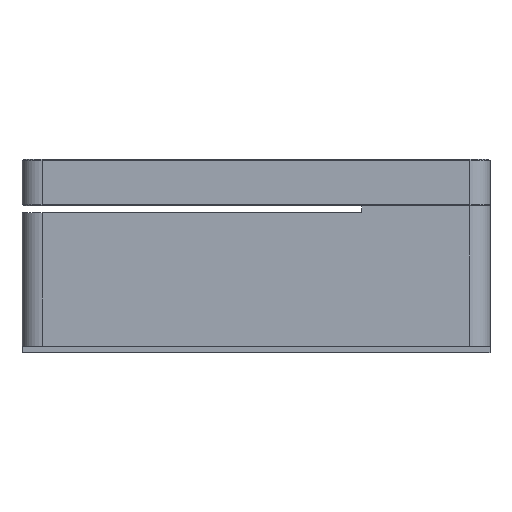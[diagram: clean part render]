
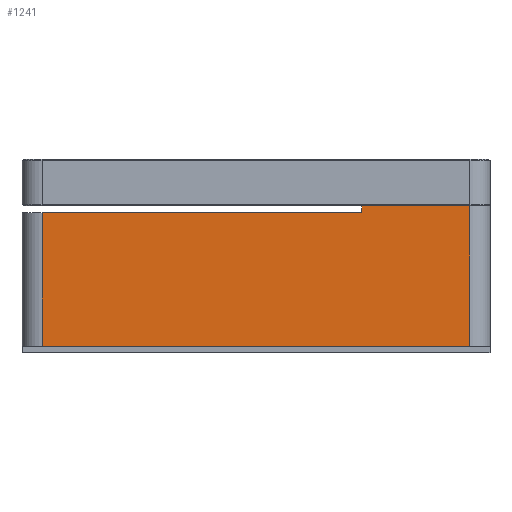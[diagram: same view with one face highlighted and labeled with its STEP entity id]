
A CAD part, front view. The second image highlights one B-rep face of the part: STEP entity #1241.
In plain terms, the highlighted planar face has unit normal (0, -1, 0).
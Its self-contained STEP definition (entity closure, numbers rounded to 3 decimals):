
#443 = EDGE_CURVE ( 'NONE', #3010, #3068, #3247, .T. ) ;
#462 = AXIS2_PLACEMENT_3D ( 'NONE', #1199, #3748, #4157 ) ;
#482 = CARTESIAN_POINT ( 'NONE',  ( 16., -17.5, 11. ) ) ;
#511 = EDGE_CURVE ( 'NONE', #988, #618, #569, .T. ) ;
#515 = CARTESIAN_POINT ( 'NONE',  ( -16., -17.5, 11. ) ) ;
#559 = VECTOR ( 'NONE', #717, 1000. ) ;
#569 = LINE ( 'NONE', #613, #2976 ) ;
#613 = CARTESIAN_POINT ( 'NONE',  ( -17.5, -17.5, 0.5 ) ) ;
#618 = VERTEX_POINT ( 'NONE', #4760 ) ;
#717 = DIRECTION ( 'NONE',  ( 0., 0., 1. ) ) ;
#822 = LINE ( 'NONE', #3066, #1809 ) ;
#888 = ORIENTED_EDGE ( 'NONE', *, *, #1145, .F. ) ;
#927 = CARTESIAN_POINT ( 'NONE',  ( 16., -17.5, 0.5 ) ) ;
#988 = VERTEX_POINT ( 'NONE', #927 ) ;
#1145 = EDGE_CURVE ( 'NONE', #4408, #4613, #822, .T. ) ;
#1173 = LINE ( 'NONE', #482, #2517 ) ;
#1178 = EDGE_CURVE ( 'NONE', #988, #3068, #1173, .T. ) ;
#1199 = CARTESIAN_POINT ( 'NONE',  ( -17.5, -17.5, 11. ) ) ;
#1241 = ADVANCED_FACE ( 'NONE', ( #1967 ), #1523, .F. ) ;
#1309 = CARTESIAN_POINT ( 'NONE',  ( 7.9, -17.5, 11. ) ) ;
#1523 = PLANE ( 'NONE',  #462 ) ;
#1531 = CARTESIAN_POINT ( 'NONE',  ( 7.9, -17.5, 10.5 ) ) ;
#1569 = DIRECTION ( 'NONE',  ( 0., 0., 1. ) ) ;
#1756 = CARTESIAN_POINT ( 'NONE',  ( -17.5, -17.5, 11. ) ) ;
#1809 = VECTOR ( 'NONE', #2652, 1000. ) ;
#1967 = FACE_OUTER_BOUND ( 'NONE', #4438, .T. ) ;
#2030 = DIRECTION ( 'NONE',  ( 0., 0., -1. ) ) ;
#2238 = ORIENTED_EDGE ( 'NONE', *, *, #443, .F. ) ;
#2517 = VECTOR ( 'NONE', #1569, 1000. ) ;
#2640 = CARTESIAN_POINT ( 'NONE',  ( -16., -17.5, 10.5 ) ) ;
#2652 = DIRECTION ( 'NONE',  ( 1., 0., 0. ) ) ;
#2663 = VECTOR ( 'NONE', #4714, 1000. ) ;
#2727 = ORIENTED_EDGE ( 'NONE', *, *, #1178, .T. ) ;
#2791 = ORIENTED_EDGE ( 'NONE', *, *, #3125, .T. ) ;
#2976 = VECTOR ( 'NONE', #4261, 1000. ) ;
#2980 = LINE ( 'NONE', #1531, #559 ) ;
#3010 = VERTEX_POINT ( 'NONE', #1309 ) ;
#3066 = CARTESIAN_POINT ( 'NONE',  ( -17.5, -17.5, 10.5 ) ) ;
#3068 = VERTEX_POINT ( 'NONE', #3471 ) ;
#3125 = EDGE_CURVE ( 'NONE', #4408, #618, #3875, .T. ) ;
#3161 = CARTESIAN_POINT ( 'NONE',  ( 7.9, -17.5, 10.5 ) ) ;
#3247 = LINE ( 'NONE', #1756, #2663 ) ;
#3270 = VECTOR ( 'NONE', #2030, 1000. ) ;
#3471 = CARTESIAN_POINT ( 'NONE',  ( 16., -17.5, 11. ) ) ;
#3505 = ORIENTED_EDGE ( 'NONE', *, *, #511, .F. ) ;
#3748 = DIRECTION ( 'NONE',  ( 0., 1., 0. ) ) ;
#3875 = LINE ( 'NONE', #515, #3270 ) ;
#4113 = ORIENTED_EDGE ( 'NONE', *, *, #4257, .F. ) ;
#4157 = DIRECTION ( 'NONE',  ( 0., 0., 1. ) ) ;
#4257 = EDGE_CURVE ( 'NONE', #4613, #3010, #2980, .T. ) ;
#4261 = DIRECTION ( 'NONE',  ( -1., 0., 0. ) ) ;
#4408 = VERTEX_POINT ( 'NONE', #2640 ) ;
#4438 = EDGE_LOOP ( 'NONE', ( #888, #2791, #3505, #2727, #2238, #4113 ) ) ;
#4613 = VERTEX_POINT ( 'NONE', #3161 ) ;
#4714 = DIRECTION ( 'NONE',  ( 1., 0., 0. ) ) ;
#4760 = CARTESIAN_POINT ( 'NONE',  ( -16., -17.5, 0.5 ) ) ;
